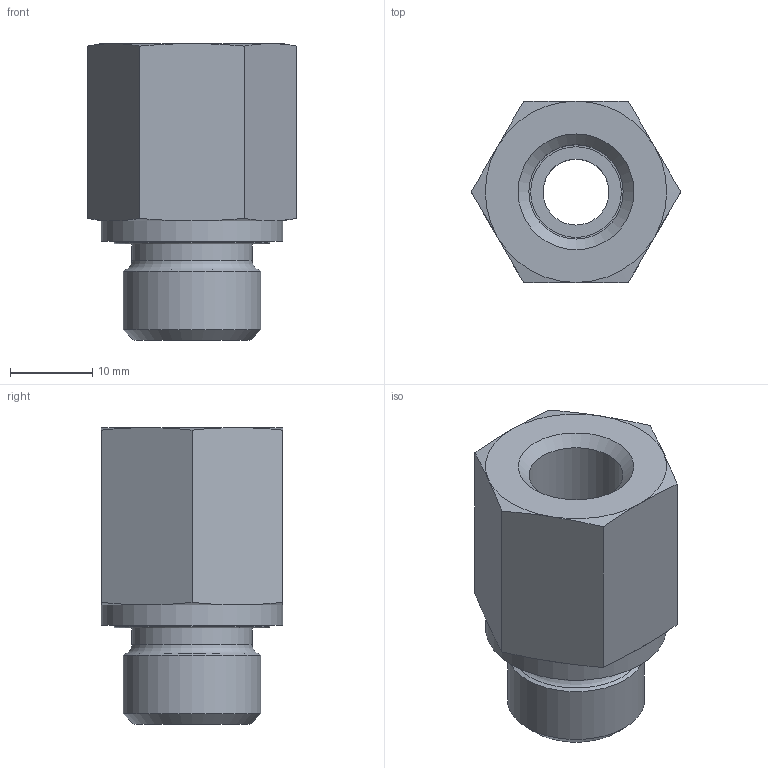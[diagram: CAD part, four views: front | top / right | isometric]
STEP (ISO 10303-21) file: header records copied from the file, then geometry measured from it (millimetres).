
FILE_DESCRIPTION(/* description */ (''),/* implementation_level */ '2;1');
FILE_NAME(/* name */ 'ri_3-8x1-4_ed.stp',/* time_stamp */ '2016-08-29T11:01:27+02:00',/* author */ ('leitheußer'),/* organization */ (''),/* preprocessor_version */ 'ST-DEVELOPER v15.6',/* originating_system */ 'Autodesk Inventor LT ',/* authorisation */ '');
FILE_SCHEMA (('AUTOMOTIVE_DESIGN { 1 0 10303 214 3 1 1 }'));
Length unit declared in the file: millimetre
Products named in the file (1): Assembly TN 141GG-3-8x1-4R
Bounding box: 25.4 x 22 x 36 mm (x, y, z)
Volume: 9535.8 mm3; surface area: 4748.9 mm2
Topology: 2 solids, 2 shells, 48 faces, 94 edges, 53 vertices
Faces by surface type: cone 18, plane 13, cylinder 9, torus 8
Full cylindrical faces by diameter (mm): 8 x1, 11.445 x1, 13.4 x1, 14.6 x1, 14.7 x1, 16.662 x1, 18.9 x1, 19 x1, 22 x1
Entity records: 1106 total; most frequent: CARTESIAN_POINT 221, DIRECTION 186, ORIENTED_EDGE 142, AXIS2_PLACEMENT_3D 90, EDGE_LOOP 78, EDGE_CURVE 71, VERTEX_POINT 53, FACE_OUTER_BOUND 48
